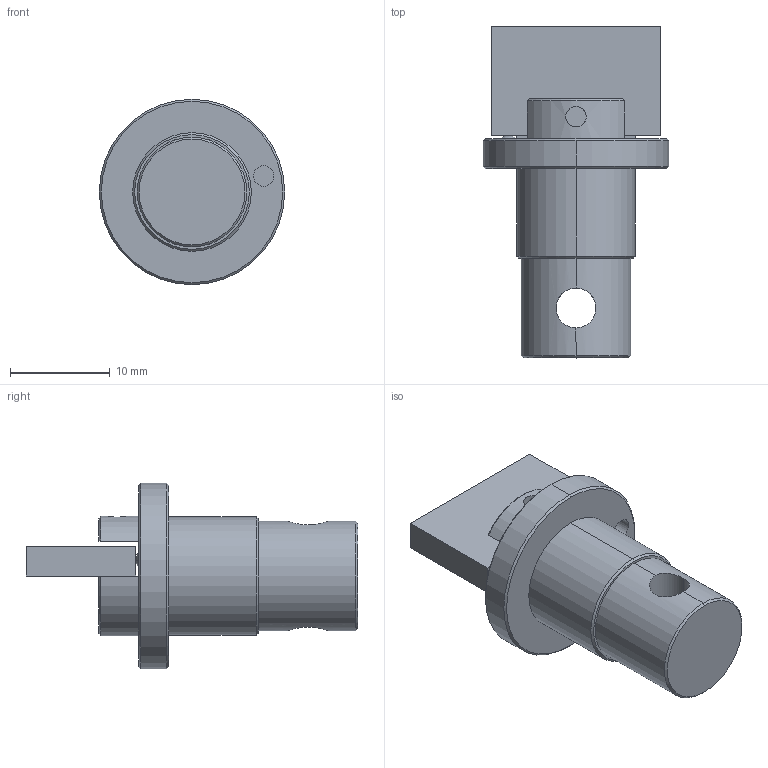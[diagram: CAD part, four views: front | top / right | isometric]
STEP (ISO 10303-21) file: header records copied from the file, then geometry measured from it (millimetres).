
FILE_DESCRIPTION (( 'STEP AP214' ), '1' );
FILE_NAME ('21257-E0W.STEP', '2011-04-19T02:43:09', ( 'User' ), ( 'Thorlabs' ), 'SwSTEP 2.0', 'SolidWorks 2011', '' );
FILE_SCHEMA (( 'AUTOMOTIVE_DESIGN' ));
Length unit declared in the file: millimetre
Products named in the file (1): 21257-E0W
Bounding box: 18.6 x 33.3 x 18.6 mm (x, y, z)
Volume: 3460.6 mm3; surface area: 2291.3 mm2
Topology: 3 solids, 3 shells, 45 faces, 106 edges, 68 vertices
Faces by surface type: cylinder 17, plane 15, cone 11, sphere 2
Entity records: 1965 total; most frequent: CARTESIAN_POINT 382, DIRECTION 222, ORIENTED_EDGE 202, EDGE_CURVE 101, AXIS2_PLACEMENT_3D 87, VERTEX_POINT 65, EDGE_LOOP 54, UNCERTAINTY_MEASURE_WITH_UNIT 50
